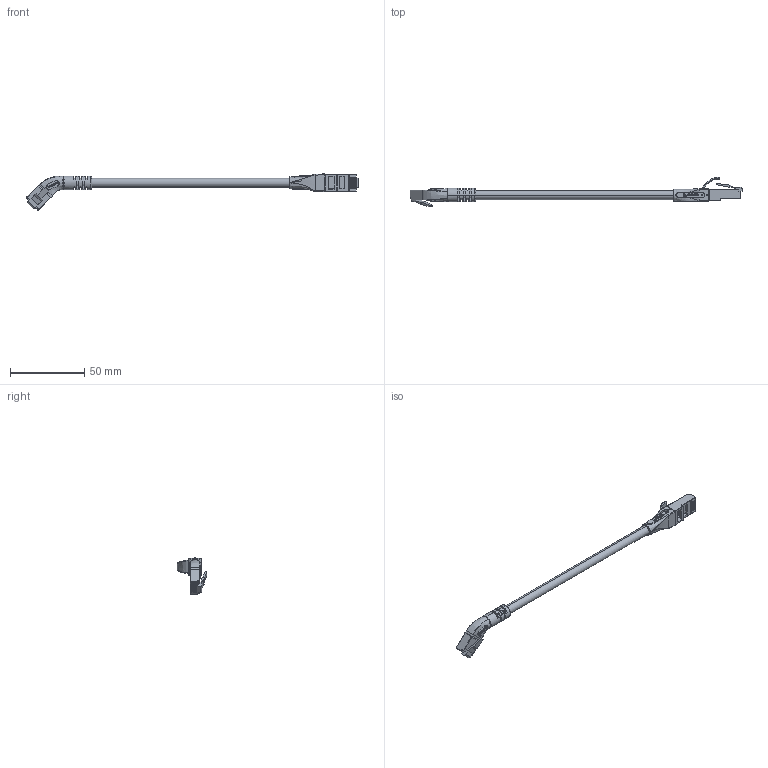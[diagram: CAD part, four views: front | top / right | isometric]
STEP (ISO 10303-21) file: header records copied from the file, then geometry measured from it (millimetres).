
FILE_DESCRIPTION (( 'STEP AP203' ), '1' );
FILE_NAME ('TRD845R.STEP', '2014-03-05T19:08:11', ( 'x' ), ( '' ), 'SwSTEP 2.0', 'SolidWorks 2012', '' );
FILE_SCHEMA (( 'CONFIG_CONTROL_DESIGN' ));
Length unit declared in the file: inch
Products named in the file (16): TRD845R; MTN-153_New Logo; 3AB02-012; 3AB02-013-MA2; 3AB02-013-MA1_no aligning hole; MTN-543; 1AG01-037; 1AG01-042; 1AD01-015_With Contacts; CONTACT_L___; CONTACT_S___; 1AD01-015-MA2; 1AD01-015-MA1; MTN-543_Tooling Holes Top; RA-RJ45-MA2_6" long
Assembly tree (28 placements, depth 4):
  TRD845R
    RA-RJ45-MA2_6" long
    MTN-543
      MTN-543_Tooling Holes Top
      1AD01-015_With Contacts
        1AD01-015-MA1
        1AD01-015-MA2
        CONTACT_S___  x6
        CONTACT_L___  x2
      1AG01-042
      1AG01-037
    MTN-153_New Logo
      3AB02-012
        3AB02-013-MA1_no aligning hole
        3AB02-013-MA2  x8
      MTN-153_New Logo
Bounding box: 223.78 x 19.87 x 24.5 mm (x, y, z)
Volume: 5553 mm3; surface area: 13422.5 mm2
Topology: 24 solids, 24 shells, 1662 faces, 4660 edges, 2994 vertices
Faces by surface type: plane 1117, cylinder 356, bspline 141, sphere 25, torus 17, cone 6
Entity records: 42560 total; most frequent: CARTESIAN_POINT 12762, ORIENTED_EDGE 6162, DIRECTION 5196, EDGE_CURVE 3081, LINE 2192, VECTOR 2192, VERTEX_POINT 1990, AXIS2_PLACEMENT_3D 1502
